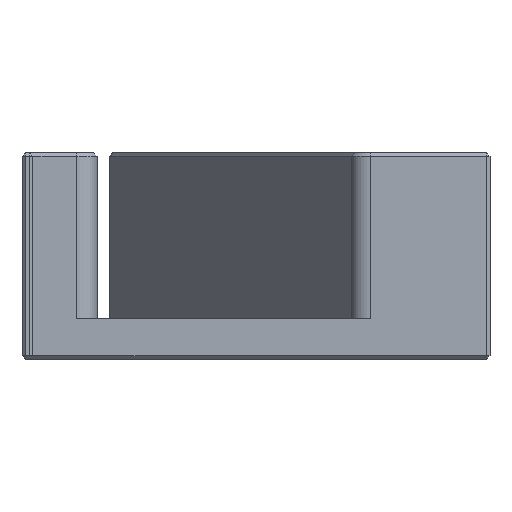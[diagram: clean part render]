
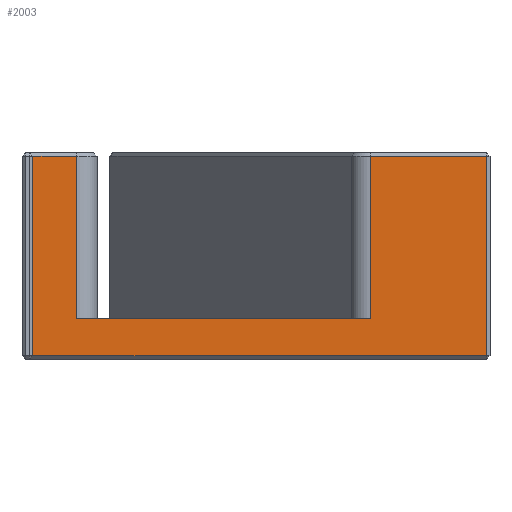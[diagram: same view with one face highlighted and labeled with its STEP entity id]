
A CAD part, front view. The second image highlights one B-rep face of the part: STEP entity #2003.
In plain terms, the highlighted planar face has unit normal (0, -1, 0).
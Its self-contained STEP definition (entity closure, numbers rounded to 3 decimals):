
#125=PLANE('',#2208);
#250=FACE_OUTER_BOUND('',#388,.T.);
#388=EDGE_LOOP('',(#1840,#1841,#1842,#1843,#1844,#1845,#1846,#1847));
#420=LINE('',#2919,#629);
#451=LINE('',#2987,#660);
#466=LINE('',#3017,#675);
#480=LINE('',#3047,#689);
#509=LINE('',#3112,#718);
#593=LINE('',#3342,#802);
#595=LINE('',#3346,#804);
#598=LINE('',#3357,#807);
#629=VECTOR('',#2306,10.);
#660=VECTOR('',#2363,10.);
#675=VECTOR('',#2392,10.);
#689=VECTOR('',#2426,10.);
#718=VECTOR('',#2501,10.);
#802=VECTOR('',#2775,10.);
#804=VECTOR('',#2781,10.);
#807=VECTOR('',#2800,10.);
#923=VERTEX_POINT('',#2917);
#924=VERTEX_POINT('',#2918);
#944=VERTEX_POINT('',#2971);
#947=VERTEX_POINT('',#2981);
#955=VERTEX_POINT('',#3011);
#962=VERTEX_POINT('',#3043);
#974=VERTEX_POINT('',#3109);
#975=VERTEX_POINT('',#3111);
#1082=EDGE_CURVE('',#923,#924,#420,.T.);
#1115=EDGE_CURVE('',#947,#944,#451,.T.);
#1130=EDGE_CURVE('',#955,#947,#466,.T.);
#1146=EDGE_CURVE('',#962,#955,#480,.T.);
#1181=EDGE_CURVE('',#975,#974,#509,.T.);
#1296=EDGE_CURVE('',#975,#962,#593,.T.);
#1298=EDGE_CURVE('',#924,#974,#595,.T.);
#1301=EDGE_CURVE('',#944,#923,#598,.T.);
#1840=ORIENTED_EDGE('',*,*,#1146,.F.);
#1841=ORIENTED_EDGE('',*,*,#1296,.F.);
#1842=ORIENTED_EDGE('',*,*,#1181,.T.);
#1843=ORIENTED_EDGE('',*,*,#1298,.F.);
#1844=ORIENTED_EDGE('',*,*,#1082,.F.);
#1845=ORIENTED_EDGE('',*,*,#1301,.F.);
#1846=ORIENTED_EDGE('',*,*,#1115,.F.);
#1847=ORIENTED_EDGE('',*,*,#1130,.F.);
#2003=ADVANCED_FACE('',(#250),#125,.T.);
#2208=AXIS2_PLACEMENT_3D('',#3356,#2798,#2799);
#2306=DIRECTION('',(1.,0.,0.));
#2363=DIRECTION('',(-1.,0.,0.));
#2392=DIRECTION('',(0.,0.,-1.));
#2426=DIRECTION('',(1.,0.,0.));
#2501=DIRECTION('',(-1.,0.,0.));
#2775=DIRECTION('',(0.,0.,1.));
#2781=DIRECTION('',(0.,0.,-1.));
#2798=DIRECTION('center_axis',(0.,-1.,0.));
#2799=DIRECTION('ref_axis',(1.,0.,0.));
#2800=DIRECTION('',(0.,0.,1.));
#2917=CARTESIAN_POINT('',(1.6,0.,30.));
#2918=CARTESIAN_POINT('',(8.1,0.,30.));
#2919=CARTESIAN_POINT('',(18.1,0.,30.));
#2971=CARTESIAN_POINT('',(1.6,0.,0.5));
#2981=CARTESIAN_POINT('',(68.7,0.,0.5));
#2987=CARTESIAN_POINT('',(18.1,0.,0.5));
#3011=CARTESIAN_POINT('',(68.7,0.,30.));
#3017=CARTESIAN_POINT('',(68.7,0.,0.));
#3043=CARTESIAN_POINT('',(51.547,0.,30.));
#3047=CARTESIAN_POINT('',(18.1,0.,30.));
#3109=CARTESIAN_POINT('',(8.1,0.,6.));
#3111=CARTESIAN_POINT('',(51.547,0.,6.));
#3112=CARTESIAN_POINT('',(13.111,0.,6.));
#3342=CARTESIAN_POINT('',(51.547,0.,15.25));
#3346=CARTESIAN_POINT('',(8.1,0.,15.25));
#3356=CARTESIAN_POINT('Origin',(1.6,0.,0.));
#3357=CARTESIAN_POINT('',(1.6,0.,0.));
